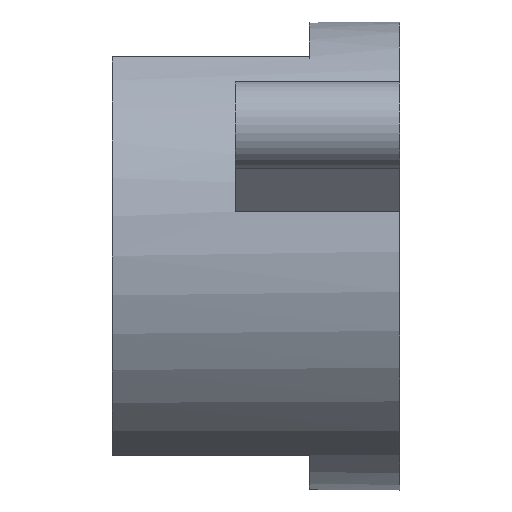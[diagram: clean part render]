
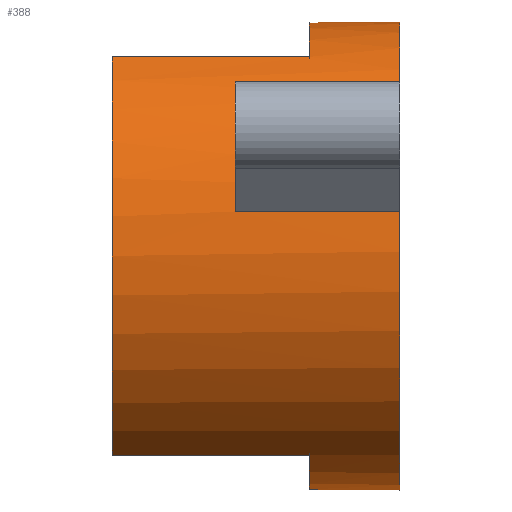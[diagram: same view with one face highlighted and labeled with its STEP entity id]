
A CAD part, left-side view. The second image highlights one B-rep face of the part: STEP entity #388.
In plain terms, the highlighted cylindrical face has radius 14.25 mm (diameter 28.5 mm), a full revolution.
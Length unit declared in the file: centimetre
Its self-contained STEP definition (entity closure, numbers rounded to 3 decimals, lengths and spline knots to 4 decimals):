
#37=CYLINDRICAL_SURFACE('',#417,1.425);
#41=CIRCLE('',#398,1.425);
#43=CIRCLE('',#400,1.425);
#46=CIRCLE('',#406,1.425);
#50=CIRCLE('',#412,1.425);
#52=CIRCLE('',#418,1.425);
#53=CIRCLE('',#419,1.425);
#60=VERTEX_POINT('',#524);
#61=VERTEX_POINT('',#526);
#63=VERTEX_POINT('',#532);
#66=VERTEX_POINT('',#537);
#67=VERTEX_POINT('',#539);
#69=VERTEX_POINT('',#544);
#71=VERTEX_POINT('',#549);
#73=VERTEX_POINT('',#554);
#79=VERTEX_POINT('',#572);
#80=VERTEX_POINT('',#574);
#83=VERTEX_POINT('',#584);
#84=VERTEX_POINT('',#588);
#85=VERTEX_POINT('',#592);
#86=VERTEX_POINT('',#594);
#87=VERTEX_POINT('',#596);
#88=VERTEX_POINT('',#598);
#97=VECTOR('',#433,1.);
#102=VECTOR('',#448,1.);
#104=VECTOR('',#450,1.);
#108=VECTOR('',#454,1.);
#113=VECTOR('',#484,1.);
#116=VECTOR('',#488,1.);
#117=VECTOR('',#493,1.);
#118=VECTOR('',#496,1.);
#127=LINE('',#525,#97);
#132=LINE('',#545,#102);
#134=LINE('',#548,#104);
#138=LINE('',#555,#108);
#143=LINE('',#583,#113);
#146=LINE('',#589,#116);
#147=LINE('',#593,#117);
#148=LINE('',#597,#118);
#157=EDGE_CURVE('',#61,#60,#127,.T.);
#161=EDGE_CURVE('',#60,#63,#41,.T.);
#164=EDGE_CURVE('',#67,#66,#43,.T.);
#168=EDGE_CURVE('',#63,#69,#132,.T.);
#170=EDGE_CURVE('',#71,#67,#134,.T.);
#174=EDGE_CURVE('',#66,#73,#138,.T.);
#178=EDGE_CURVE('',#69,#71,#46,.T.);
#179=EDGE_CURVE('',#73,#61,#46,.T.);
#184=EDGE_CURVE('',#80,#79,#50,.T.);
#189=EDGE_CURVE('',#83,#80,#143,.T.);
#192=EDGE_CURVE('',#79,#84,#146,.T.);
#193=EDGE_CURVE('',#84,#85,#52,.T.);
#194=EDGE_CURVE('',#85,#86,#147,.T.);
#195=EDGE_CURVE('',#86,#87,#53,.T.);
#196=EDGE_CURVE('',#87,#88,#148,.T.);
#197=EDGE_CURVE('',#88,#83,#52,.T.);
#268=ORIENTED_EDGE('',*,*,#174,.T.);
#269=ORIENTED_EDGE('',*,*,#179,.T.);
#270=ORIENTED_EDGE('',*,*,#157,.T.);
#271=ORIENTED_EDGE('',*,*,#161,.T.);
#272=ORIENTED_EDGE('',*,*,#168,.T.);
#273=ORIENTED_EDGE('',*,*,#178,.T.);
#274=ORIENTED_EDGE('',*,*,#170,.T.);
#275=ORIENTED_EDGE('',*,*,#164,.T.);
#276=ORIENTED_EDGE('',*,*,#189,.T.);
#277=ORIENTED_EDGE('',*,*,#184,.T.);
#278=ORIENTED_EDGE('',*,*,#192,.T.);
#279=ORIENTED_EDGE('',*,*,#193,.T.);
#280=ORIENTED_EDGE('',*,*,#194,.T.);
#281=ORIENTED_EDGE('',*,*,#195,.T.);
#282=ORIENTED_EDGE('',*,*,#196,.T.);
#283=ORIENTED_EDGE('',*,*,#197,.T.);
#331=EDGE_LOOP('',(#268,#269,#270,#271,#272,#273,#274,#275));
#332=EDGE_LOOP('',(#276,#277,#278,#279,#280,#281,#282,#283));
#361=FACE_BOUND('',#331,.T.);
#362=FACE_BOUND('',#332,.T.);
#388=ADVANCED_FACE('',(#361,#362),#37,.T.);
#398=AXIS2_PLACEMENT_3D('',#533,#439,#440);
#400=AXIS2_PLACEMENT_3D('',#538,#443,#444);
#406=AXIS2_PLACEMENT_3D('',#561,#462,#463);
#412=AXIS2_PLACEMENT_3D('',#573,#474,#475);
#417=AXIS2_PLACEMENT_3D('',#590,#489,#490);
#418=AXIS2_PLACEMENT_3D('',#591,#491,#492);
#419=AXIS2_PLACEMENT_3D('',#595,#494,#495);
#433=DIRECTION('',(0.,-1.,0.));
#439=DIRECTION('',(0.,-1.,0.));
#440=DIRECTION('',(1.425,0.,0.));
#443=DIRECTION('',(0.,-1.,0.));
#444=DIRECTION('',(1.425,0.,0.));
#448=DIRECTION('',(0.,1.,0.));
#450=DIRECTION('',(0.,-1.,0.));
#454=DIRECTION('',(0.,1.,0.));
#462=DIRECTION('',(0.,-1.,0.));
#463=DIRECTION('',(1.425,0.,0.));
#474=DIRECTION('',(0.,1.,0.));
#475=DIRECTION('',(1.425,0.,0.));
#484=DIRECTION('',(0.,1.,0.));
#488=DIRECTION('',(0.,-1.,0.));
#489=DIRECTION('',(0.,1.,0.));
#490=DIRECTION('',(1.425,0.,0.));
#491=DIRECTION('',(0.,1.,0.));
#492=DIRECTION('',(1.425,0.,0.));
#493=DIRECTION('',(0.,1.,0.));
#494=DIRECTION('',(0.,1.,0.));
#495=DIRECTION('',(1.425,0.,0.));
#496=DIRECTION('',(0.,-1.,0.));
#524=CARTESIAN_POINT('',(0.75,0.55,1.2117));
#525=CARTESIAN_POINT('',(0.75,1.15,1.2117));
#526=CARTESIAN_POINT('',(0.75,1.75,1.2117));
#532=CARTESIAN_POINT('',(-0.75,0.55,1.2117));
#533=CARTESIAN_POINT('',(0.,0.55,0.));
#537=CARTESIAN_POINT('',(0.75,0.55,-1.2117));
#538=CARTESIAN_POINT('',(0.,0.55,0.));
#539=CARTESIAN_POINT('',(-0.75,0.55,-1.2117));
#544=CARTESIAN_POINT('',(-0.75,1.75,1.2117));
#545=CARTESIAN_POINT('',(-0.75,1.15,1.2117));
#548=CARTESIAN_POINT('',(-0.75,1.15,-1.2117));
#549=CARTESIAN_POINT('',(-0.75,1.75,-1.2117));
#554=CARTESIAN_POINT('',(0.75,1.75,-1.2117));
#555=CARTESIAN_POINT('',(0.75,1.15,-1.2117));
#561=CARTESIAN_POINT('',(0.,1.75,0.));
#572=CARTESIAN_POINT('',(1.1947,1.,-0.7768));
#573=CARTESIAN_POINT('',(0.,1.,0.));
#574=CARTESIAN_POINT('',(1.399,1.,-0.2711));
#583=CARTESIAN_POINT('',(1.399,0.5,-0.2711));
#584=CARTESIAN_POINT('',(1.399,0.,-0.2711));
#588=CARTESIAN_POINT('',(1.1947,0.,-0.7768));
#589=CARTESIAN_POINT('',(1.1947,0.5,-0.7768));
#590=CARTESIAN_POINT('',(0.,0.,0.));
#591=CARTESIAN_POINT('',(0.,0.,0.));
#592=CARTESIAN_POINT('',(-1.399,0.,0.2711));
#593=CARTESIAN_POINT('',(-1.399,0.5,0.2711));
#594=CARTESIAN_POINT('',(-1.399,1.,0.2711));
#595=CARTESIAN_POINT('',(0.,1.,0.));
#596=CARTESIAN_POINT('',(-1.1947,1.,0.7768));
#597=CARTESIAN_POINT('',(-1.1947,0.5,0.7768));
#598=CARTESIAN_POINT('',(-1.1947,0.,0.7768));
